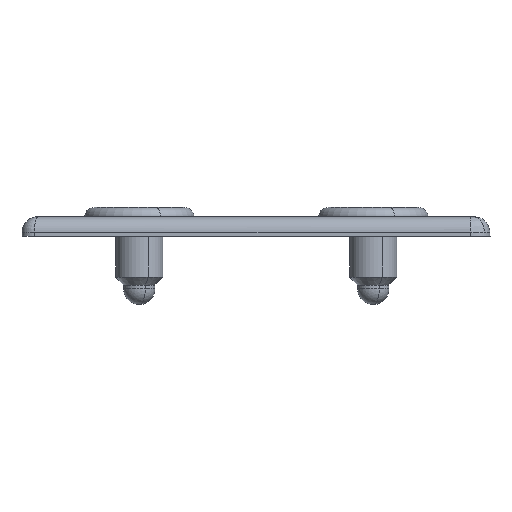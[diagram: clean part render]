
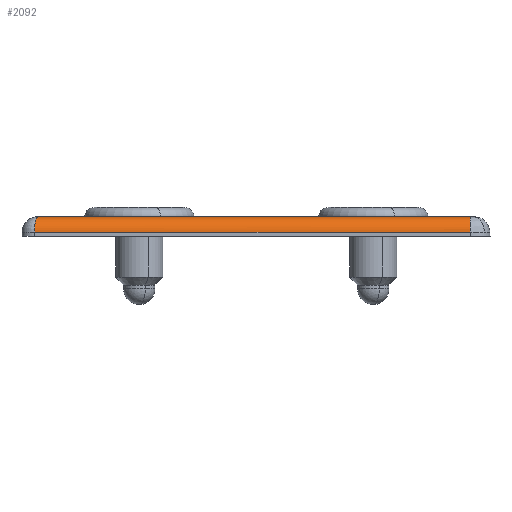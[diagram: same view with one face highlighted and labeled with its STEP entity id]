
A CAD part, left-side view. The second image highlights one B-rep face of the part: STEP entity #2092.
In plain terms, the highlighted cylindrical face has radius 2.54 mm (diameter 5.08 mm), a partial arc.
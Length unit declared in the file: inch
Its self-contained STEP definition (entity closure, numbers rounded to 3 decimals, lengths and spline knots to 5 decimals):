
#82 = VERTEX_POINT ( 'NONE', #1886 ) ;
#216 = EDGE_CURVE ( 'NONE', #1728, #82, #2284, .T. ) ;
#416 = LINE ( 'NONE', #417, #418 ) ;
#417 = CARTESIAN_POINT ( 'NONE',  ( -1.49953, -1.5, 0.02675 ) ) ;
#418 = VECTOR ( 'NONE', #419, 39.37008 ) ;
#419 = DIRECTION ( 'NONE',  ( 0., 1., 0. ) ) ;
#1728 = VERTEX_POINT ( 'NONE', #2679 ) ;
#1784 = EDGE_CURVE ( 'NONE', #1728, #2735, #2833, .T. ) ;
#1792 = ORIENTED_EDGE ( 'NONE', *, *, #1784, .T. ) ;
#1813 = ORIENTED_EDGE ( 'NONE', *, *, #216, .F. ) ;
#1855 = FACE_OUTER_BOUND ( 'NONE', #1872, .T. ) ;
#1856 = CYLINDRICAL_SURFACE ( 'NONE', #1857, 0.1 ) ;
#1857 = AXIS2_PLACEMENT_3D ( 'NONE', #1858, #1859, #1860 ) ;
#1858 = CARTESIAN_POINT ( 'NONE',  ( -1.39955, 1.5, 0.025 ) ) ;
#1859 = DIRECTION ( 'NONE',  ( 0., 1., 0. ) ) ;
#1860 = DIRECTION ( 'NONE',  ( 0., 0., 1. ) ) ;
#1872 = EDGE_LOOP ( 'NONE', ( #1813, #1792, #4379, #4369 ) ) ;
#1886 = CARTESIAN_POINT ( 'NONE',  ( -1.39955, -1.37455, 0.125 ) ) ;
#2092 = ADVANCED_FACE ( 'NONE', ( #1855 ), #1856, .T. ) ;
#2284 = LINE ( 'NONE', #2285, #2286 ) ;
#2285 = CARTESIAN_POINT ( 'NONE',  ( -1.39955, 1.5, 0.125 ) ) ;
#2286 = VECTOR ( 'NONE', #2287, 39.37008 ) ;
#2287 = DIRECTION ( 'NONE',  ( 0., -1., 0. ) ) ;
#2679 = CARTESIAN_POINT ( 'NONE',  ( -1.39955, 1.39955, 0.125 ) ) ;
#2735 = VERTEX_POINT ( 'NONE', #2775 ) ;
#2775 = CARTESIAN_POINT ( 'NONE',  ( -1.49953, 1.41955, 0.02675 ) ) ;
#2833 =( BOUNDED_CURVE ( )  B_SPLINE_CURVE ( 3, ( #2834, #2835, #2836, #2837 ),
 .UNSPECIFIED., .F., .F. ) 
 B_SPLINE_CURVE_WITH_KNOTS ( ( 4, 4 ),
 ( 4.71239, 6.26573 ),
 .UNSPECIFIED. ) 
 CURVE ( )  GEOMETRIC_REPRESENTATION_ITEM ( )  RATIONAL_B_SPLINE_CURVE ( ( 1., 0.809, 0.809, 1. ) ) 
 REPRESENTATION_ITEM ( '' )  );
#2834 = CARTESIAN_POINT ( 'NONE',  ( -1.39955, 1.39955, 0.125 ) ) ;
#2835 = CARTESIAN_POINT ( 'NONE',  ( -1.45732, 1.4111, 0.125 ) ) ;
#2836 = CARTESIAN_POINT ( 'NONE',  ( -1.49852, 1.41934, 0.08451 ) ) ;
#2837 = CARTESIAN_POINT ( 'NONE',  ( -1.49953, 1.41955, 0.02675 ) ) ;
#2923 = EDGE_CURVE ( 'NONE', #2942, #82, #3305, .T. ) ;
#2942 = VERTEX_POINT ( 'NONE', #3328 ) ;
#3152 = EDGE_CURVE ( 'NONE', #2942, #2735, #416, .T. ) ;
#3305 = CIRCLE ( 'NONE', #3306, 0.1 ) ;
#3306 = AXIS2_PLACEMENT_3D ( 'NONE', #3307, #3308, #3309 ) ;
#3307 = CARTESIAN_POINT ( 'NONE',  ( -1.39955, -1.37455, 0.025 ) ) ;
#3308 = DIRECTION ( 'NONE',  ( 0., 1., 0. ) ) ;
#3309 = DIRECTION ( 'NONE',  ( 0., 0., 1. ) ) ;
#3328 = CARTESIAN_POINT ( 'NONE',  ( -1.49953, -1.37455, 0.02675 ) ) ;
#4369 = ORIENTED_EDGE ( 'NONE', *, *, #2923, .T. ) ;
#4379 = ORIENTED_EDGE ( 'NONE', *, *, #3152, .F. ) ;
